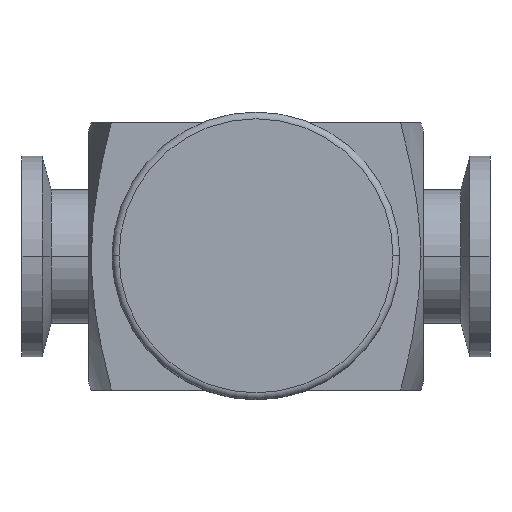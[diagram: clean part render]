
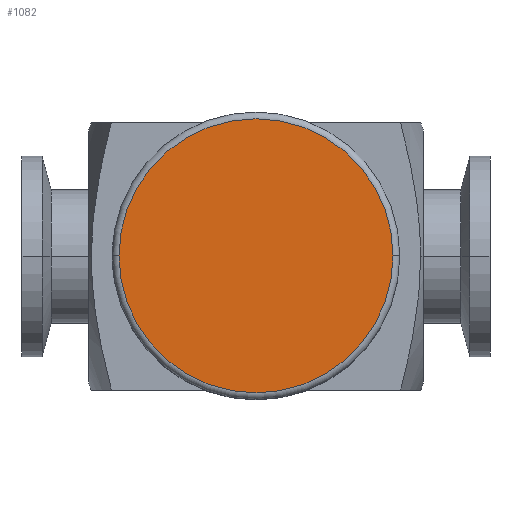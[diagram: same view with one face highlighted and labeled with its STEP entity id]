
A CAD part, top view. The second image highlights one B-rep face of the part: STEP entity #1082.
In plain terms, the highlighted planar face has unit normal (0, 0, 1).
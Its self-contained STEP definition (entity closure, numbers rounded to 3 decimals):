
#72 = CARTESIAN_POINT ( 'NONE',  ( 0., 0., 64.5 ) ) ;
#153 = ORIENTED_EDGE ( 'NONE', *, *, #1250, .T. ) ;
#273 = PLANE ( 'NONE',  #1173 ) ;
#354 = DIRECTION ( 'NONE',  ( 0., 0., 1. ) ) ;
#365 = ORIENTED_EDGE ( 'NONE', *, *, #906, .T. ) ;
#413 = CIRCLE ( 'NONE', #1528, 20.5 ) ;
#521 = DIRECTION ( 'NONE',  ( 0., 0., 1. ) ) ;
#655 = VERTEX_POINT ( 'NONE', #1534 ) ;
#730 = AXIS2_PLACEMENT_3D ( 'NONE', #72, #521, #1755 ) ;
#731 = VERTEX_POINT ( 'NONE', #1096 ) ;
#874 = CARTESIAN_POINT ( 'NONE',  ( 21.5, 0., 64.5 ) ) ;
#906 = EDGE_CURVE ( 'NONE', #731, #655, #1293, .T. ) ;
#964 = EDGE_LOOP ( 'NONE', ( #365, #153 ) ) ;
#1082 = ADVANCED_FACE ( 'NONE', ( #1487 ), #273, .T. ) ;
#1096 = CARTESIAN_POINT ( 'NONE',  ( -20.5, 0., 64.5 ) ) ;
#1112 = CARTESIAN_POINT ( 'NONE',  ( 0., 0., 64.5 ) ) ;
#1155 = DIRECTION ( 'NONE',  ( -1., 0., 0. ) ) ;
#1173 = AXIS2_PLACEMENT_3D ( 'NONE', #874, #1331, #1155 ) ;
#1250 = EDGE_CURVE ( 'NONE', #655, #731, #413, .T. ) ;
#1293 = CIRCLE ( 'NONE', #730, 20.5 ) ;
#1331 = DIRECTION ( 'NONE',  ( 0., 0., 1. ) ) ;
#1487 = FACE_OUTER_BOUND ( 'NONE', #964, .T. ) ;
#1528 = AXIS2_PLACEMENT_3D ( 'NONE', #1112, #354, #1592 ) ;
#1534 = CARTESIAN_POINT ( 'NONE',  ( 20.5, 0., 64.5 ) ) ;
#1592 = DIRECTION ( 'NONE',  ( -1., 0., 0. ) ) ;
#1755 = DIRECTION ( 'NONE',  ( -1., 0., 0. ) ) ;
